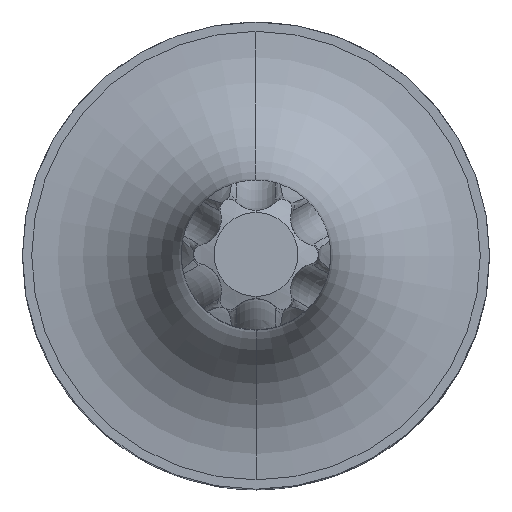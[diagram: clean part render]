
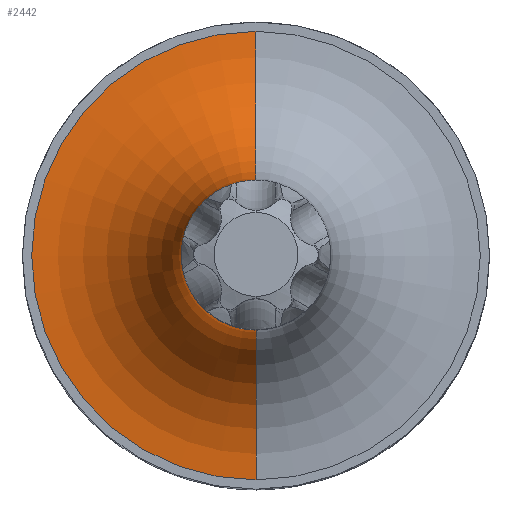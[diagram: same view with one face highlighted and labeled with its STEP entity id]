
A CAD part, top view. The second image highlights one B-rep face of the part: STEP entity #2442.
In plain terms, the highlighted toroidal (fillet/blend) face has major radius 12 mm and minor radius 8 mm.
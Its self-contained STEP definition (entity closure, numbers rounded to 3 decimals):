
#610=CARTESIAN_POINT('',(0.,0.,25.));
#611=DIRECTION('',(0.,0.,-1.));
#612=DIRECTION('',(0.,-1.,0.));
#613=AXIS2_PLACEMENT_3D('',#610,#611,#612);
#620=CARTESIAN_POINT('',(0.,-12.,33.));
#621=DIRECTION('',(-1.,0.,0.));
#622=DIRECTION('',(0.,1.,0.));
#623=AXIS2_PLACEMENT_3D('',#620,#621,#622);
#625=CARTESIAN_POINT('',(0.,0.,33.));
#626=DIRECTION('',(0.,0.,-1.));
#627=DIRECTION('',(0.,-1.,0.));
#628=AXIS2_PLACEMENT_3D('',#625,#626,#627);
#861=CARTESIAN_POINT('',(0.,12.,33.));
#862=DIRECTION('',(1.,0.,0.));
#863=DIRECTION('',(0.,-1.,0.));
#864=AXIS2_PLACEMENT_3D('',#861,#862,#863);
#1867=CARTESIAN_POINT('',(0.,-4.,33.));
#1868=CARTESIAN_POINT('',(0.,4.,33.));
#1869=VERTEX_POINT('',#1867);
#1870=VERTEX_POINT('',#1868);
#1871=CARTESIAN_POINT('',(0.,-12.,25.));
#1872=CARTESIAN_POINT('',(0.,12.,25.));
#1873=VERTEX_POINT('',#1871);
#1874=VERTEX_POINT('',#1872);
#2428=CARTESIAN_POINT('',(0.,0.,33.));
#2429=DIRECTION('',(0.,0.,1.));
#2430=DIRECTION('',(0.026,-1.,0.));
#2431=AXIS2_PLACEMENT_3D('',#2428,#2429,#2430);
#2432=TOROIDAL_SURFACE('',#2431,12.,8.);
#2434=ORIENTED_EDGE('',*,*,#2433,.F.);
#2436=ORIENTED_EDGE('',*,*,#2435,.T.);
#2437=ORIENTED_EDGE('',*,*,#2421,.T.);
#2439=ORIENTED_EDGE('',*,*,#2438,.F.);
#2440=EDGE_LOOP('',(#2434,#2436,#2437,#2439));
#2441=FACE_OUTER_BOUND('',#2440,.F.);
#2442=ADVANCED_FACE('',(#2441),#2432,.F.);
#614=CIRCLE('',#613,12.);
#624=CIRCLE('',#623,8.);
#629=CIRCLE('',#628,4.);
#865=CIRCLE('',#864,8.);
#2421=EDGE_CURVE('',#1873,#1874,#614,.T.);
#2433=EDGE_CURVE('',#1869,#1870,#629,.T.);
#2435=EDGE_CURVE('',#1869,#1873,#624,.T.);
#2438=EDGE_CURVE('',#1870,#1874,#865,.T.);
